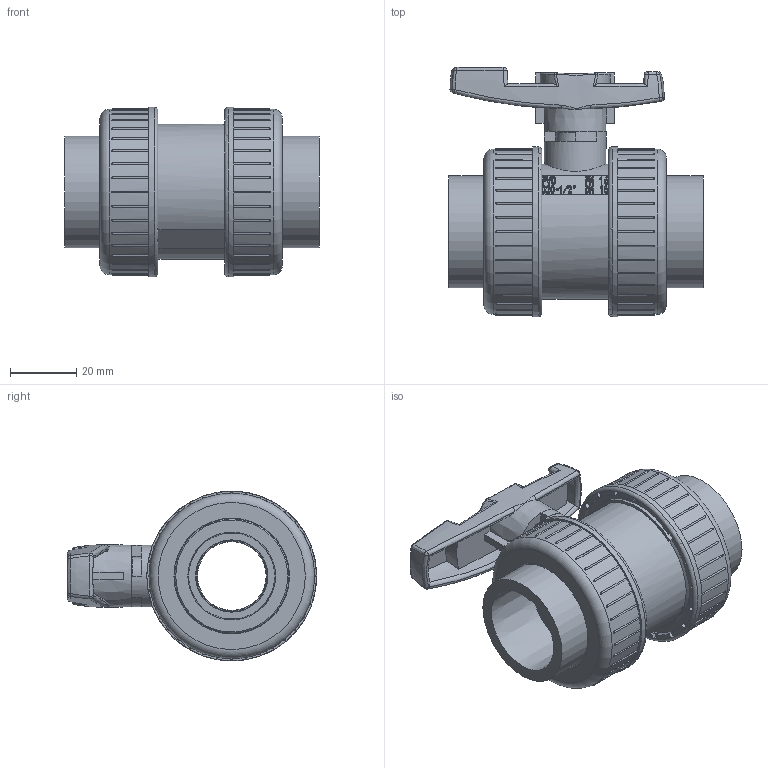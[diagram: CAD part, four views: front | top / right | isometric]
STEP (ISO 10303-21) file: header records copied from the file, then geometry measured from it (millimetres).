
FILE_DESCRIPTION(/* description */ (''),/* implementation_level */ '2;1');
FILE_NAME(/* name */ '20双由令球阀(黑）.stp',/* time_stamp */ '2024-11-09T09:18:44+08:00',/* author */ (''),/* organization */ (''),/* preprocessor_version */ 'ST-DEVELOPER v16',/* originating_system */ 'SIEMENS PLM Software NX 10.0',/* authorisation */ '');
FILE_SCHEMA (('AUTOMOTIVE_DESIGN { 1 0 10303 214 3 1 1 1 }'));
Length unit declared in the file: millimetre
Products named in the file (1): gelv0FF88864nprt
Bounding box: 77.03 x 75.44 x 51.39 mm (x, y, z)
Volume: 85214.8 mm3; surface area: 60388.5 mm2
Topology: 16 solids, 16 shells, 1041 faces, 2885 edges, 1866 vertices
Faces by surface type: plane 511, cylinder 201, extrusion 116, sphere 85, bspline 64, torus 55, cone 9
Full cylindrical faces by diameter (mm): 1.147 x1, 1.53 x1, 9.293 x4, 11.48 x3, 12.027 x1, 12.573 x2, 13.667 x1, 18.661 x1, 20.773 x1, 21.32 x2, 21.867 x4, 24.709 x3, 25.147 x1, 25.693 x3, 27.661 x3, 27.88 x1, 30.34 x1, 30.69 x3, 32.472 x3, 33.62 x1, 33.893 x2, 34.659 x2, 34.987 x2, 35.533 x1, 36.08 x2, 36.299 x1, 39.579 x2, 46.467 x2, 50.02 x2, 51.387 x2
Entity records: 43173 total; most frequent: CARTESIAN_POINT 18718, ORIENTED_EDGE 5214, DIRECTION 4529, EDGE_CURVE 2607, VERTEX_POINT 1763, AXIS2_PLACEMENT_3D 1592, VECTOR 1345, EDGE_LOOP 1236
